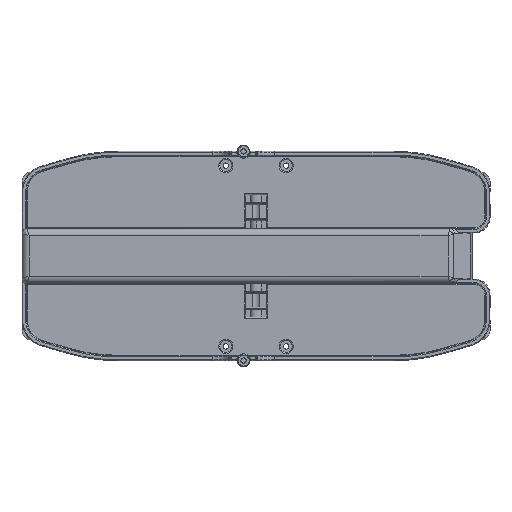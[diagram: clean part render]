
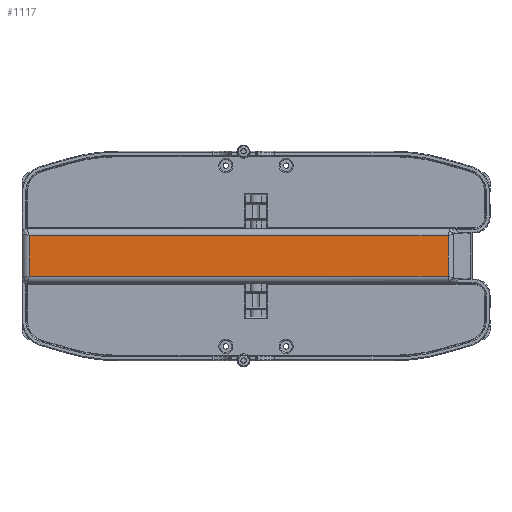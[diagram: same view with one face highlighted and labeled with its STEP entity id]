
A CAD part, top view. The second image highlights one B-rep face of the part: STEP entity #1117.
In plain terms, the highlighted planar face has unit normal (0, 0, 1).
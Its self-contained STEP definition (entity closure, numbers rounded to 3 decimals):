
#262 = DIRECTION ( 'NONE',  ( 1., 0., 0. ) ) ;
#1117 = ADVANCED_FACE ( 'NONE', ( #1833 ), #4416, .T. ) ;
#1444 = EDGE_CURVE ( 'NONE', #17684, #31132, #25191, .T. ) ;
#1833 = FACE_OUTER_BOUND ( 'NONE', #11522, .T. ) ;
#2281 = EDGE_CURVE ( 'NONE', #31132, #23075, #10654, .T. ) ;
#2706 = DIRECTION ( 'NONE',  ( -1., 0., 0. ) ) ;
#2746 = DIRECTION ( 'NONE',  ( 0., -1., 0. ) ) ;
#3461 = EDGE_CURVE ( 'NONE', #23075, #4476, #8999, .T. ) ;
#4416 = PLANE ( 'NONE',  #32071 ) ;
#4476 = VERTEX_POINT ( 'NONE', #7815 ) ;
#6624 = ORIENTED_EDGE ( 'NONE', *, *, #1444, .T. ) ;
#7815 = CARTESIAN_POINT ( 'NONE',  ( -128., 11.5, 11. ) ) ;
#7844 = VECTOR ( 'NONE', #262, 1000. ) ;
#8717 = ORIENTED_EDGE ( 'NONE', *, *, #21955, .T. ) ;
#8999 = LINE ( 'NONE', #23554, #24334 ) ;
#9985 = CARTESIAN_POINT ( 'NONE',  ( 108.343, -1.5, 11. ) ) ;
#10654 = LINE ( 'NONE', #9985, #15069 ) ;
#11522 = EDGE_LOOP ( 'NONE', ( #20300, #8717, #6624, #20786 ) ) ;
#15069 = VECTOR ( 'NONE', #17654, 1000. ) ;
#15698 = CARTESIAN_POINT ( 'NONE',  ( 110., -11.5, 11. ) ) ;
#17497 = DIRECTION ( 'NONE',  ( 1., 0., 0. ) ) ;
#17521 = CARTESIAN_POINT ( 'NONE',  ( -128., -11.5, 11. ) ) ;
#17654 = DIRECTION ( 'NONE',  ( 0., 1., 0. ) ) ;
#17684 = VERTEX_POINT ( 'NONE', #17521 ) ;
#20017 = CARTESIAN_POINT ( 'NONE',  ( 108.343, -11.5, 11. ) ) ;
#20083 = LINE ( 'NONE', #28321, #30949 ) ;
#20300 = ORIENTED_EDGE ( 'NONE', *, *, #3461, .T. ) ;
#20786 = ORIENTED_EDGE ( 'NONE', *, *, #2281, .T. ) ;
#21955 = EDGE_CURVE ( 'NONE', #4476, #17684, #20083, .T. ) ;
#23075 = VERTEX_POINT ( 'NONE', #26778 ) ;
#23554 = CARTESIAN_POINT ( 'NONE',  ( -129., 11.5, 11. ) ) ;
#24334 = VECTOR ( 'NONE', #2706, 1000. ) ;
#25191 = LINE ( 'NONE', #15698, #7844 ) ;
#26778 = CARTESIAN_POINT ( 'NONE',  ( 108.343, 11.5, 11. ) ) ;
#27487 = CARTESIAN_POINT ( 'NONE',  ( 110., -1.5, 11. ) ) ;
#27810 = DIRECTION ( 'NONE',  ( 0., 0., 1. ) ) ;
#28321 = CARTESIAN_POINT ( 'NONE',  ( -128., -12.5, 11. ) ) ;
#30949 = VECTOR ( 'NONE', #2746, 1000. ) ;
#31132 = VERTEX_POINT ( 'NONE', #20017 ) ;
#32071 = AXIS2_PLACEMENT_3D ( 'NONE', #27487, #27810, #17497 ) ;
